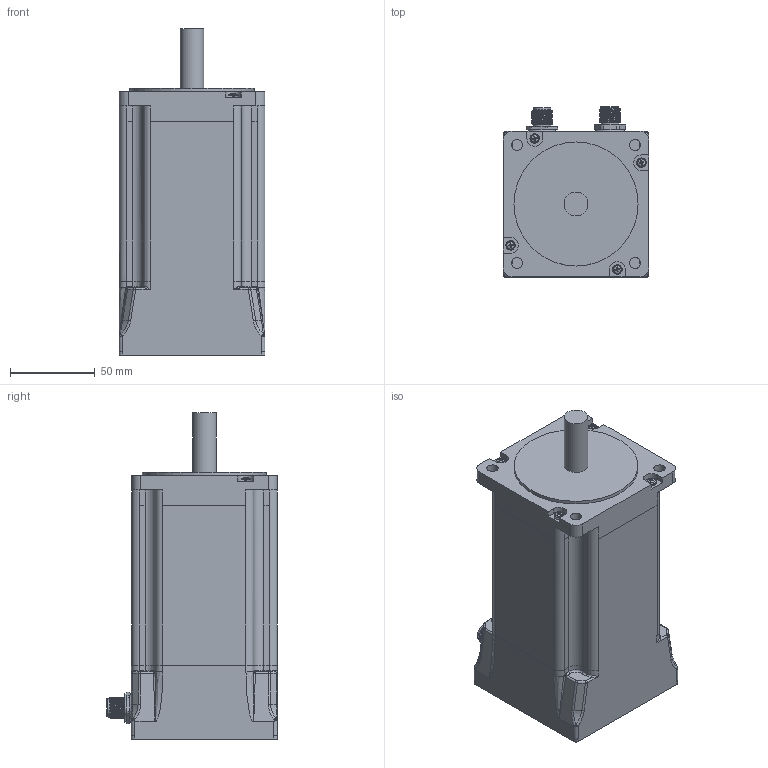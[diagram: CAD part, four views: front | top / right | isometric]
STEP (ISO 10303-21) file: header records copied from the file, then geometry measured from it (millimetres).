
FILE_DESCRIPTION(/* description */ (''),/* implementation_level */ '2;1');
FILE_NAME(/* name */ 'ASA8618L95-E3.stp',/* time_stamp */ '2025-07-02T13:16:43+02:00',/* author */ ('angelika.schneid'),/* organization */ (''),/* preprocessor_version */ 'ST-DEVELOPER v20',/* originating_system */ 'Autodesk Inventor 2024',/* authorisation */ '');
FILE_SCHEMA (('AUTOMOTIVE_DESIGN { 1 0 10303 214 3 1 1 }'));
Length unit declared in the file: millimetre
Products named in the file (1): ASA-Placeholder
Bounding box: 85.9 x 100.5 x 192.08 mm (x, y, z)
Volume: 1070935.3 mm3; surface area: 74341.5 mm2
Topology: 3 solids, 3 shells, 644 faces, 1718 edges, 1119 vertices
Faces by surface type: plane 219, cylinder 200, cone 105, bspline 50, torus 50, sphere 20
Full cylindrical faces by diameter (mm): 0.8 x8, 1.3 x8, 1.5 x4, 2 x4, 6.6 x4, 9.2 x1, 10.4 x2, 10.6 x4, 10.8 x16, 12 x16, 14 x2, 15.2 x1, 15.3 x2, 73.025 x1
Entity records: 27957 total; most frequent: CARTESIAN_POINT 11830, ORIENTED_EDGE 3392, DIRECTION 3110, EDGE_CURVE 1696, AXIS2_PLACEMENT_3D 1254, VERTEX_POINT 1119, EDGE_LOOP 713, STYLED_ITEM 647
